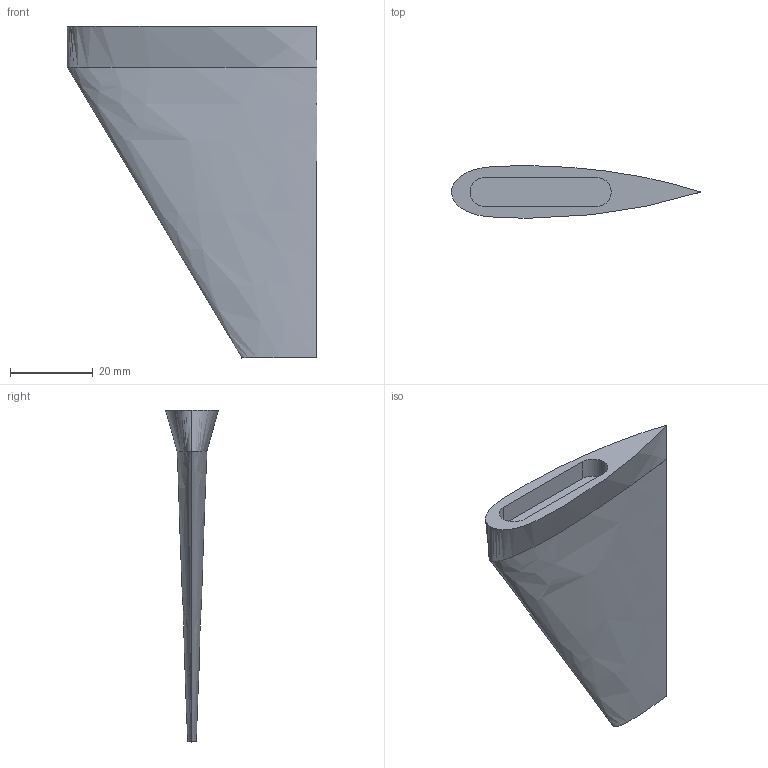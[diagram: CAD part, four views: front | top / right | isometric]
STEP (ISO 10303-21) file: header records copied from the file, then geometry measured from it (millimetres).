
FILE_DESCRIPTION (( 'STEP AP203' ), '1' );
FILE_NAME ('PectoralFinRightt.STEP', '2018-06-16T16:16:32', ( '' ), ( '' ), 'SwSTEP 2.0', 'SolidWorks 2016', '' );
FILE_SCHEMA (( 'CONFIG_CONTROL_DESIGN' ));
Length unit declared in the file: millimetre
Products named in the file (1): PectoralFinRightt
Bounding box: 60.03 x 12.69 x 80 mm (x, y, z)
Volume: 12625.6 mm3; surface area: 7841 mm2
Topology: 1 solids, 1 shells, 12 faces, 25 edges, 16 vertices
Faces by surface type: plane 5, bspline 4, cylinder 3
Entity records: 1468 total; most frequent: CARTESIAN_POINT 1154, ORIENTED_EDGE 50, DIRECTION 41, EDGE_CURVE 25, VERTEX_POINT 16, AXIS2_PLACEMENT_3D 15, EDGE_LOOP 13, FACE_OUTER_BOUND 12
